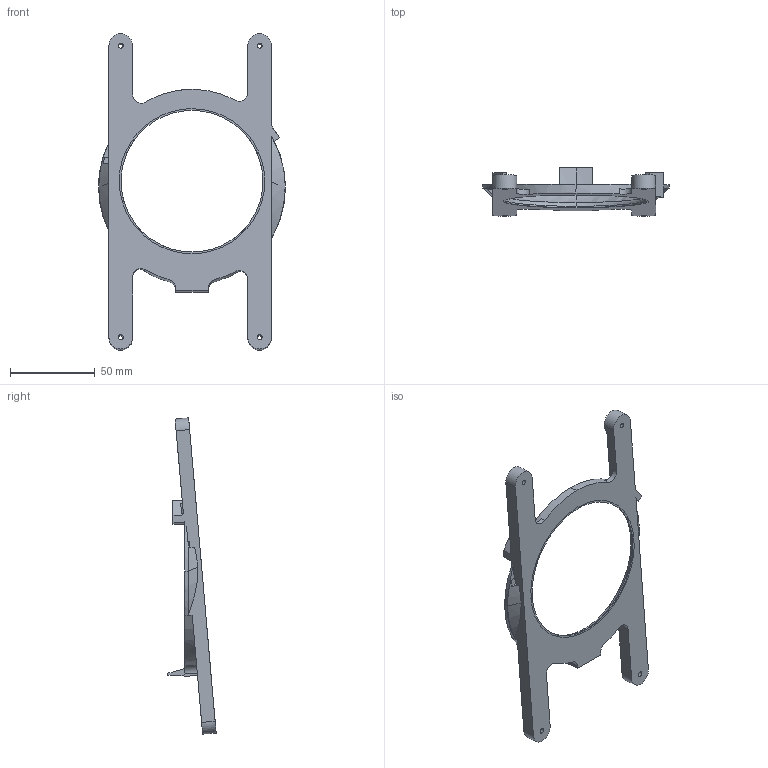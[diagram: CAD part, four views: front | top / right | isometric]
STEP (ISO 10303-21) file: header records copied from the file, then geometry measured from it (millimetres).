
FILE_DESCRIPTION((''),'2;1');
FILE_NAME('CENTER_GAUGE','2023-03-28T',('Joe'),('Kohler Company'),'CREO PARAMETRIC BY PTC INC, 2014190','CREO PARAMETRIC BY PTC INC, 2014190','');
FILE_SCHEMA(('CONFIG_CONTROL_DESIGN'));
Length unit declared in the file: millimetre
Products named in the file (1): CENTER_GAUGE
Bounding box: 110.48 x 28.54 x 186.99 mm (x, y, z)
Volume: 45357.9 mm3; surface area: 30372.1 mm2
Topology: 1 solids, 2 shells, 153 faces, 404 edges, 253 vertices
Faces by surface type: plane 52, cylinder 43, bspline 33, extrusion 11, sphere 8, torus 6
Entity records: 7001 total; most frequent: CARTESIAN_POINT 3466, ORIENTED_EDGE 800, DIRECTION 601, EDGE_CURVE 404, VERTEX_POINT 253, AXIS2_PLACEMENT_3D 208, VECTOR 185, LINE 174
